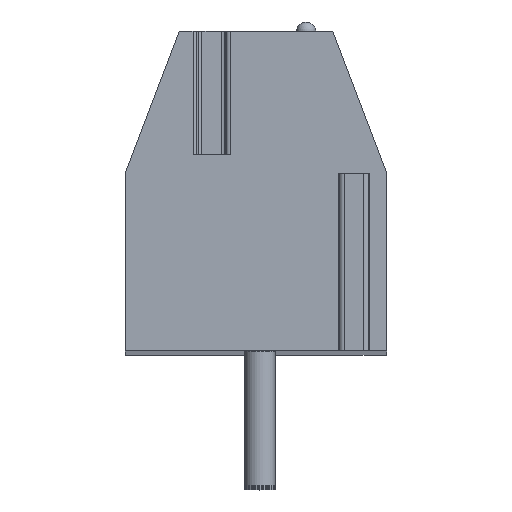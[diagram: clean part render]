
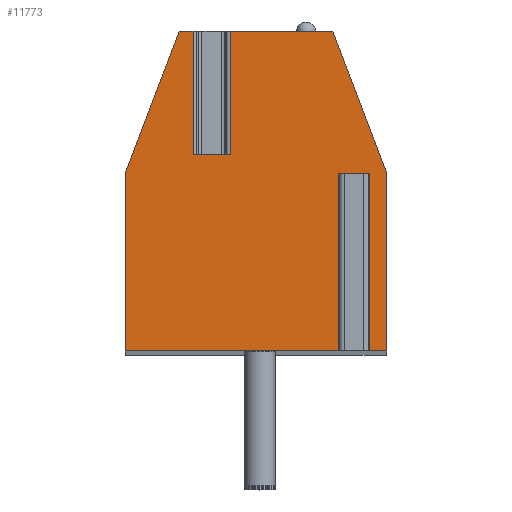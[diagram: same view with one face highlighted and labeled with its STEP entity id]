
A CAD part, top view. The second image highlights one B-rep face of the part: STEP entity #11773.
In plain terms, the highlighted planar face has unit normal (0, 0, 1).
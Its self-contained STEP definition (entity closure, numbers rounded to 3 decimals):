
#14=DIRECTION('',(0.,1.,0.));
#15=VECTOR('',#14,3.2);
#16=CARTESIAN_POINT('',(-1.636,1.,62.865));
#17=LINE('',#16,#15);
#18=DIRECTION('',(1.,0.,0.));
#19=VECTOR('',#18,0.972);
#20=CARTESIAN_POINT('',(-1.636,1.,62.865));
#21=LINE('',#20,#19);
#22=DIRECTION('',(0.,1.,0.));
#23=VECTOR('',#22,3.2);
#24=CARTESIAN_POINT('',(-0.664,1.,62.865));
#25=LINE('',#24,#23);
#26=DIRECTION('',(-1.,0.,0.));
#27=VECTOR('',#26,2.659);
#28=CARTESIAN_POINT('',(1.995,4.2,62.865));
#29=LINE('',#28,#27);
#30=DIRECTION('',(-0.355,0.935,0.));
#31=VECTOR('',#30,3.958);
#32=CARTESIAN_POINT('',(3.4,0.5,62.865));
#33=LINE('',#32,#31);
#34=DIRECTION('',(0.,1.,0.));
#35=VECTOR('',#34,4.6);
#36=CARTESIAN_POINT('',(3.4,-4.1,62.865));
#37=LINE('',#36,#35);
#38=DIRECTION('',(1.,0.,0.));
#39=VECTOR('',#38,0.625);
#40=CARTESIAN_POINT('',(2.775,-4.1,62.865));
#41=LINE('',#40,#39);
#42=DIRECTION('',(0.,1.,0.));
#43=VECTOR('',#42,4.6);
#44=CARTESIAN_POINT('',(2.775,-4.1,62.865));
#45=LINE('',#44,#43);
#46=DIRECTION('',(-1.,0.,0.));
#47=VECTOR('',#46,0.45);
#48=CARTESIAN_POINT('',(2.775,0.5,62.865));
#49=LINE('',#48,#47);
#50=DIRECTION('',(0.,1.,0.));
#51=VECTOR('',#50,4.6);
#52=CARTESIAN_POINT('',(2.325,-4.1,62.865));
#53=LINE('',#52,#51);
#54=DIRECTION('',(1.,0.,0.));
#55=VECTOR('',#54,5.725);
#56=CARTESIAN_POINT('',(-3.4,-4.1,62.865));
#57=LINE('',#56,#55);
#58=DIRECTION('',(0.,-1.,0.));
#59=VECTOR('',#58,4.6);
#60=CARTESIAN_POINT('',(-3.4,0.5,62.865));
#61=LINE('',#60,#59);
#62=DIRECTION('',(-0.355,-0.935,0.));
#63=VECTOR('',#62,3.958);
#64=CARTESIAN_POINT('',(-1.995,4.2,62.865));
#65=LINE('',#64,#63);
#66=DIRECTION('',(-1.,0.,0.));
#67=VECTOR('',#66,0.359);
#68=CARTESIAN_POINT('',(-1.636,4.2,62.865));
#69=LINE('',#68,#67);
#9234=CARTESIAN_POINT('',(-1.995,4.2,62.865));
#9235=CARTESIAN_POINT('',(-3.4,0.5,62.865));
#9236=VERTEX_POINT('',#9234);
#9237=VERTEX_POINT('',#9235);
#9238=CARTESIAN_POINT('',(-3.4,-4.1,62.865));
#9239=VERTEX_POINT('',#9238);
#9240=CARTESIAN_POINT('',(3.4,-4.1,62.865));
#9241=CARTESIAN_POINT('',(3.4,0.5,62.865));
#9242=VERTEX_POINT('',#9240);
#9243=VERTEX_POINT('',#9241);
#9244=CARTESIAN_POINT('',(1.995,4.2,62.865));
#9245=VERTEX_POINT('',#9244);
#9282=CARTESIAN_POINT('',(2.775,0.5,62.865));
#9283=CARTESIAN_POINT('',(2.325,0.5,62.865));
#9284=VERTEX_POINT('',#9282);
#9285=VERTEX_POINT('',#9283);
#9286=CARTESIAN_POINT('',(2.325,-4.1,62.865));
#9287=VERTEX_POINT('',#9286);
#9288=CARTESIAN_POINT('',(2.775,-4.1,62.865));
#9289=VERTEX_POINT('',#9288);
#9350=CARTESIAN_POINT('',(-1.636,1.,62.865));
#9351=CARTESIAN_POINT('',(-1.636,4.2,62.865));
#9352=VERTEX_POINT('',#9350);
#9353=VERTEX_POINT('',#9351);
#9354=CARTESIAN_POINT('',(-0.664,1.,62.865));
#9355=CARTESIAN_POINT('',(-0.664,4.2,62.865));
#9356=VERTEX_POINT('',#9354);
#9357=VERTEX_POINT('',#9355);
#11738=CARTESIAN_POINT('',(0.,0.,62.865));
#11739=DIRECTION('',(0.,0.,1.));
#11740=DIRECTION('',(1.,0.,0.));
#11741=AXIS2_PLACEMENT_3D('',#11738,#11739,#11740);
#11742=PLANE('',#11741);
#11744=ORIENTED_EDGE('',*,*,#11743,.F.);
#11746=ORIENTED_EDGE('',*,*,#11745,.T.);
#11748=ORIENTED_EDGE('',*,*,#11747,.T.);
#11750=ORIENTED_EDGE('',*,*,#11749,.F.);
#11752=ORIENTED_EDGE('',*,*,#11751,.F.);
#11754=ORIENTED_EDGE('',*,*,#11753,.F.);
#11756=ORIENTED_EDGE('',*,*,#11755,.F.);
#11758=ORIENTED_EDGE('',*,*,#11757,.T.);
#11760=ORIENTED_EDGE('',*,*,#11759,.T.);
#11762=ORIENTED_EDGE('',*,*,#11761,.F.);
#11764=ORIENTED_EDGE('',*,*,#11763,.F.);
#11766=ORIENTED_EDGE('',*,*,#11765,.F.);
#11768=ORIENTED_EDGE('',*,*,#11767,.F.);
#11770=ORIENTED_EDGE('',*,*,#11769,.F.);
#11771=EDGE_LOOP('',(#11744,#11746,#11748,#11750,#11752,#11754,#11756,#11758,
#11760,#11762,#11764,#11766,#11768,#11770));
#11772=FACE_OUTER_BOUND('',#11771,.F.);
#11743=EDGE_CURVE('',#9352,#9353,#17,.T.);
#11745=EDGE_CURVE('',#9352,#9356,#21,.T.);
#11747=EDGE_CURVE('',#9356,#9357,#25,.T.);
#11749=EDGE_CURVE('',#9245,#9357,#29,.T.);
#11751=EDGE_CURVE('',#9243,#9245,#33,.T.);
#11753=EDGE_CURVE('',#9242,#9243,#37,.T.);
#11755=EDGE_CURVE('',#9289,#9242,#41,.T.);
#11757=EDGE_CURVE('',#9289,#9284,#45,.T.);
#11759=EDGE_CURVE('',#9284,#9285,#49,.T.);
#11761=EDGE_CURVE('',#9287,#9285,#53,.T.);
#11763=EDGE_CURVE('',#9239,#9287,#57,.T.);
#11765=EDGE_CURVE('',#9237,#9239,#61,.T.);
#11767=EDGE_CURVE('',#9236,#9237,#65,.T.);
#11769=EDGE_CURVE('',#9353,#9236,#69,.T.);
#11773=ADVANCED_FACE('',(#11772),#11742,.T.);
